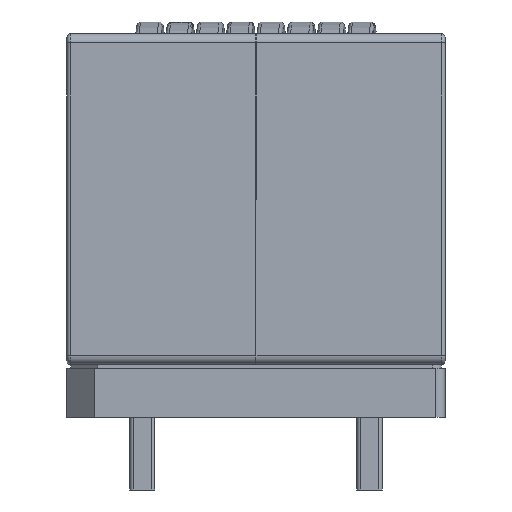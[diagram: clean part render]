
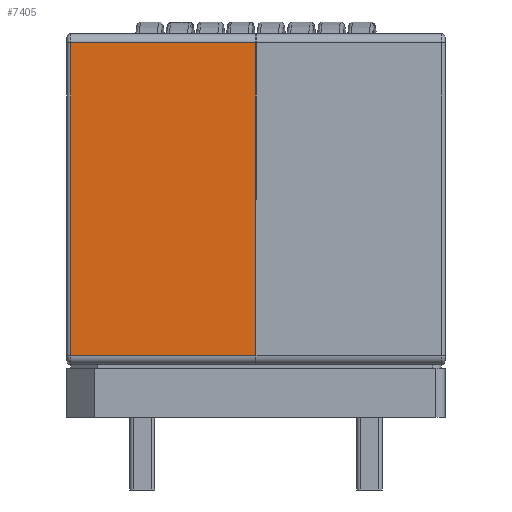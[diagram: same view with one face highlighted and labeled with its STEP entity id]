
A CAD part, left-side view. The second image highlights one B-rep face of the part: STEP entity #7405.
In plain terms, the highlighted face is planar.
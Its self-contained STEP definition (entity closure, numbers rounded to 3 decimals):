
#1576=ORIENTED_EDGE('',*,*,#3520,.T.);
#1577=ORIENTED_EDGE('',*,*,#3521,.T.);
#1578=ORIENTED_EDGE('',*,*,#3522,.T.);
#1579=ORIENTED_EDGE('',*,*,#3504,.F.);
#3504=EDGE_CURVE('',#4503,#4504,#5219,.T.);
#3520=EDGE_CURVE('',#4503,#4515,#5225,.F.);
#3521=EDGE_CURVE('',#4515,#4516,#5226,.T.);
#3522=EDGE_CURVE('',#4516,#4504,#5227,.T.);
#4503=VERTEX_POINT('',#17215);
#4504=VERTEX_POINT('',#17216);
#4515=VERTEX_POINT('',#17245);
#4516=VERTEX_POINT('',#17247);
#5219=LINE('',#17214,#5714);
#5225=LINE('',#17244,#5720);
#5226=LINE('',#17246,#5721);
#5227=LINE('',#17248,#5722);
#5714=VECTOR('',#10628,1000.);
#5720=VECTOR('',#10658,1000.);
#5721=VECTOR('',#10659,1000.);
#5722=VECTOR('',#10660,1000.);
#6159=EDGE_LOOP('',(#1576,#1577,#1578,#1579));
#6670=FACE_BOUND('',#6159,.T.);
#7138=PLANE('',#9929);
#7405=ADVANCED_FACE('',(#6670),#7138,.T.);
#9929=AXIS2_PLACEMENT_3D('',#17243,#10656,#10657);
#10628=DIRECTION('',(0.,-1.,0.));
#10656=DIRECTION('',(1.,0.,0.));
#10657=DIRECTION('',(0.,1.,0.));
#10658=DIRECTION('',(0.,0.,-1.));
#10659=DIRECTION('',(0.,-1.,0.));
#10660=DIRECTION('',(0.,0.,-1.));
#17214=CARTESIAN_POINT('',(12.5,9.1,-5.2));
#17215=CARTESIAN_POINT('',(12.5,8.6,-5.2));
#17216=CARTESIAN_POINT('',(12.5,-8.6,-5.2));
#17243=CARTESIAN_POINT('',(12.5,9.1,5.2));
#17244=CARTESIAN_POINT('',(12.5,8.6,5.2));
#17245=CARTESIAN_POINT('',(12.5,8.6,5.));
#17246=CARTESIAN_POINT('',(12.5,-8.6,5.));
#17247=CARTESIAN_POINT('',(12.5,-8.6,5.));
#17248=CARTESIAN_POINT('',(12.5,-8.6,5.2));
